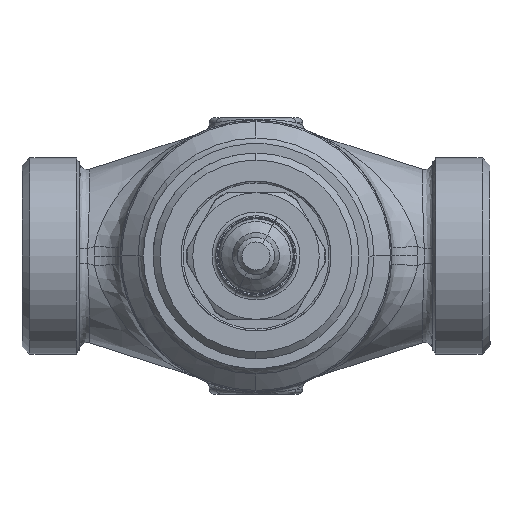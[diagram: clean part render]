
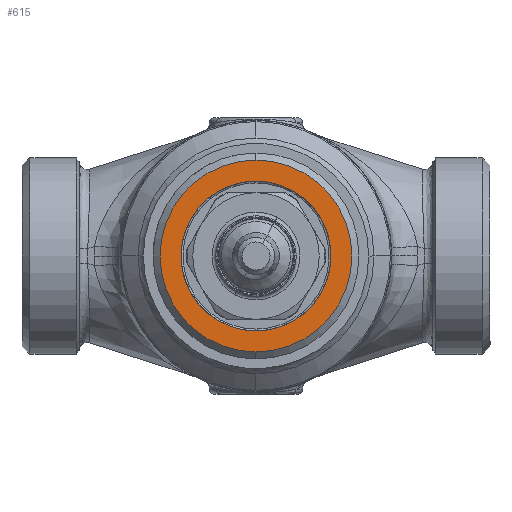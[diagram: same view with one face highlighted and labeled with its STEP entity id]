
A CAD part, front view. The second image highlights one B-rep face of the part: STEP entity #615.
In plain terms, the highlighted planar face has unit normal (0, -1, 0).
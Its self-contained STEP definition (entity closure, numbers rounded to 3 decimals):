
#499=CARTESIAN_POINT('Vertex',(0.,-64.,-16.)) ;
#502=CARTESIAN_POINT('Axis2P3D Location',(0.,-64.,0.)) ;
#506=CARTESIAN_POINT('Vertex',(0.,-64.,16.)) ;
#527=CARTESIAN_POINT('Axis2P3D Location',(0.,-64.,0.)) ;
#588=CARTESIAN_POINT('Axis2P3D Location',(0.,-64.,0.)) ;
#593=CARTESIAN_POINT('Axis2P3D Location',(0.,-64.,0.)) ;
#597=CARTESIAN_POINT('Vertex',(0.,-64.,-20.5)) ;
#599=CARTESIAN_POINT('Vertex',(0.,-64.,20.5)) ;
#602=CARTESIAN_POINT('Axis2P3D Location',(0.,-64.,0.)) ;
#503=DIRECTION('Axis2P3D Direction',(0.,-1.,0.)) ;
#528=DIRECTION('Axis2P3D Direction',(0.,-1.,0.)) ;
#589=DIRECTION('Axis2P3D Direction',(0.,-1.,0.)) ;
#590=DIRECTION('Axis2P3D XDirection',(0.,0.,-1.)) ;
#594=DIRECTION('Axis2P3D Direction',(0.,-1.,0.)) ;
#603=DIRECTION('Axis2P3D Direction',(0.,-1.,0.)) ;
#504=AXIS2_PLACEMENT_3D('Circle Axis2P3D',#502,#503,$) ;
#529=AXIS2_PLACEMENT_3D('Circle Axis2P3D',#527,#528,$) ;
#591=AXIS2_PLACEMENT_3D('Plane Axis2P3D',#588,#589,#590) ;
#595=AXIS2_PLACEMENT_3D('Circle Axis2P3D',#593,#594,$) ;
#604=AXIS2_PLACEMENT_3D('Circle Axis2P3D',#602,#603,$) ;
#608=ORIENTED_EDGE('',*,*,#601,.T.) ;
#609=ORIENTED_EDGE('',*,*,#606,.T.) ;
#612=ORIENTED_EDGE('',*,*,#531,.F.) ;
#613=ORIENTED_EDGE('',*,*,#508,.F.) ;
#614=FACE_BOUND('',#611,.T.) ;
#615=ADVANCED_FACE('MANIFOLD_SOLID_BREP #12050',(#610,#614),#592,.T.) ;
#505=CIRCLE('generated circle',#504,16.) ;
#530=CIRCLE('generated circle',#529,16.) ;
#596=CIRCLE('generated circle',#595,20.5) ;
#605=CIRCLE('generated circle',#604,20.5) ;
#508=EDGE_CURVE('',#500,#507,#505,.T.) ;
#531=EDGE_CURVE('',#507,#500,#530,.T.) ;
#601=EDGE_CURVE('',#598,#600,#596,.T.) ;
#606=EDGE_CURVE('',#600,#598,#605,.T.) ;
#607=EDGE_LOOP('',(#608,#609)) ;
#611=EDGE_LOOP('',(#612,#613)) ;
#610=FACE_OUTER_BOUND('',#607,.T.) ;
#592=PLANE('',#591) ;
#500=VERTEX_POINT('',#499) ;
#507=VERTEX_POINT('',#506) ;
#598=VERTEX_POINT('',#597) ;
#600=VERTEX_POINT('',#599) ;
